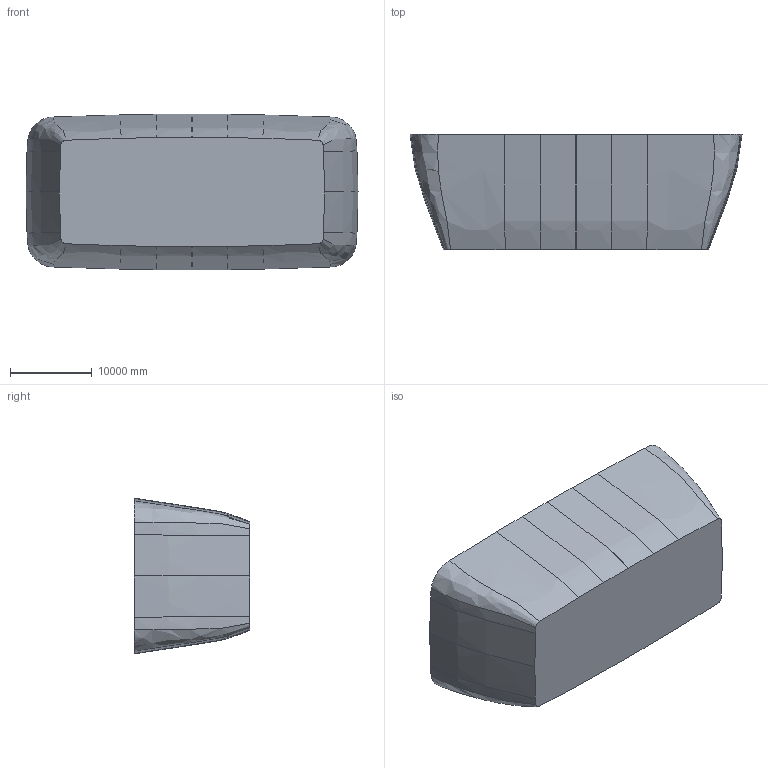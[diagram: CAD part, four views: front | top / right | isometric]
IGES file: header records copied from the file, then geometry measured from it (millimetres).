
Global section: file name: AJB-SLN-1600-A; native system: AutoCAD 2016 - English; preprocessor: Autodesk Translation Framework DWG producer (atf_dwg_producer); organization: unknown; date: 20170221.153822; units: inch
Bounding box: 40642.75 x 14097 x 19050.08 mm (x, y, z)
Volume: 2633828565747.8 mm3; surface area: 3514282278.9 mm2
Topology: 1 solids, 1 shells, 74 faces, 215 edges, 146 vertices
Faces by surface type: bspline 74
